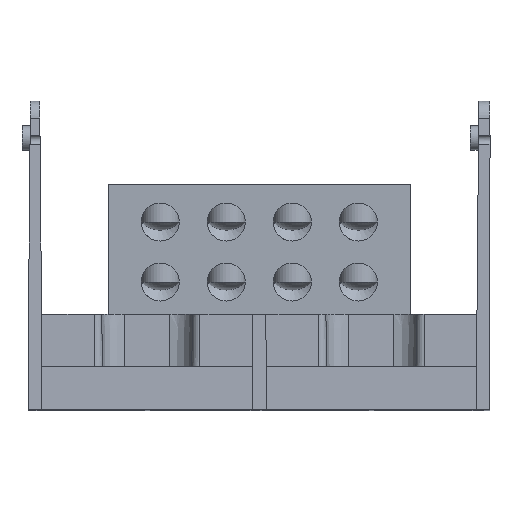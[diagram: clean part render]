
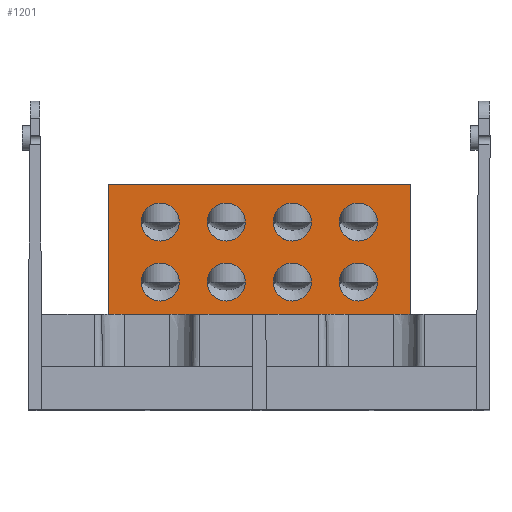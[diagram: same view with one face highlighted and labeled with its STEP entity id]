
A CAD part, top view. The second image highlights one B-rep face of the part: STEP entity #1201.
In plain terms, the highlighted planar face has unit normal (0, 0, 1).
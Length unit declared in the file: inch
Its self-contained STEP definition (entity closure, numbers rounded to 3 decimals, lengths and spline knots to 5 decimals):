
#84 = EDGE_CURVE ( 'NONE', #49822, #49822, #26983, .T. ) ;
#424 = FACE_BOUND ( 'NONE', #47464, .T. ) ;
#485 = CIRCLE ( 'NONE', #3427, 0.21875 ) ;
#1201 = ADVANCED_FACE ( 'NONE', ( #24055, #35866, #37234, #47622, #424, #12230, #37183, #46230, #22641 ), #22107, .F. ) ;
#1537 = AXIS2_PLACEMENT_3D ( 'NONE', #24083, #55050, #28525 ) ;
#1629 = CARTESIAN_POINT ( 'NONE',  ( -0.45, 1.1, 1.75 ) ) ;
#1740 = CIRCLE ( 'NONE', #38614, 0.21875 ) ;
#2231 = DIRECTION ( 'NONE',  ( 0., 0., 1. ) ) ;
#3346 = VERTEX_POINT ( 'NONE', #36834 ) ;
#3427 = AXIS2_PLACEMENT_3D ( 'NONE', #24138, #55109, #28586 ) ;
#3469 = DIRECTION ( 'NONE',  ( 0., 0., -1. ) ) ;
#3664 = CARTESIAN_POINT ( 'NONE',  ( -0.45, 1.1, 1.75 ) ) ;
#4132 = EDGE_LOOP ( 'NONE', ( #49934 ) ) ;
#5146 = CARTESIAN_POINT ( 'NONE',  ( 2.43, 2.162, 1.75 ) ) ;
#6073 = VERTEX_POINT ( 'NONE', #31635 ) ;
#9084 = ORIENTED_EDGE ( 'NONE', *, *, #28588, .F. ) ;
#9636 = DIRECTION ( 'NONE',  ( 1., 0., 0. ) ) ;
#9678 = CARTESIAN_POINT ( 'NONE',  ( 0.15, 1.472, 1.75 ) ) ;
#10777 = EDGE_CURVE ( 'NONE', #13744, #13744, #18268, .T. ) ;
#12226 = CARTESIAN_POINT ( 'NONE',  ( 1.88875, 1.472, 1.75 ) ) ;
#12230 = FACE_BOUND ( 'NONE', #4132, .T. ) ;
#12285 = CIRCLE ( 'NONE', #25773, 0.21875 ) ;
#12718 = AXIS2_PLACEMENT_3D ( 'NONE', #42990, #16355, #47429 ) ;
#12910 = AXIS2_PLACEMENT_3D ( 'NONE', #9678, #40744, #14103 ) ;
#13620 = EDGE_CURVE ( 'NONE', #21277, #52239, #23616, .T. ) ;
#13744 = VERTEX_POINT ( 'NONE', #21722 ) ;
#13975 = ORIENTED_EDGE ( 'NONE', *, *, #13620, .T. ) ;
#14103 = DIRECTION ( 'NONE',  ( 1., 0., 0. ) ) ;
#14650 = ORIENTED_EDGE ( 'NONE', *, *, #10777, .F. ) ;
#14839 = EDGE_CURVE ( 'NONE', #53976, #53976, #1740, .T. ) ;
#16355 = DIRECTION ( 'NONE',  ( 0., 0., 1. ) ) ;
#16629 = ORIENTED_EDGE ( 'NONE', *, *, #43220, .T. ) ;
#17498 = CARTESIAN_POINT ( 'NONE',  ( 1.67, 2.162, 1.75 ) ) ;
#17982 = DIRECTION ( 'NONE',  ( 1., 0., 0. ) ) ;
#18268 = CIRCLE ( 'NONE', #12718, 0.21875 ) ;
#19279 = VECTOR ( 'NONE', #22849, 39.37008 ) ;
#19883 = CARTESIAN_POINT ( 'NONE',  ( 3.03, 1.1, 1.75 ) ) ;
#20343 = AXIS2_PLACEMENT_3D ( 'NONE', #3664, #3469, #52328 ) ;
#20704 = CARTESIAN_POINT ( 'NONE',  ( 0.91, 2.162, 1.75 ) ) ;
#20743 = CIRCLE ( 'NONE', #12910, 0.21875 ) ;
#21195 = EDGE_CURVE ( 'NONE', #42815, #52239, #25841, .T. ) ;
#21277 = VERTEX_POINT ( 'NONE', #47733 ) ;
#21722 = CARTESIAN_POINT ( 'NONE',  ( 2.64875, 1.472, 1.75 ) ) ;
#21856 = LINE ( 'NONE', #48808, #45452 ) ;
#21983 = DIRECTION ( 'NONE',  ( 1., 0., 0. ) ) ;
#22107 = PLANE ( 'NONE',  #20343 ) ;
#22251 = DIRECTION ( 'NONE',  ( 1., 0., 0. ) ) ;
#22641 = FACE_OUTER_BOUND ( 'NONE', #27190, .T. ) ;
#22849 = DIRECTION ( 'NONE',  ( 0., 1., 0. ) ) ;
#23248 = AXIS2_PLACEMENT_3D ( 'NONE', #33131, #2231, #17982 ) ;
#23616 = LINE ( 'NONE', #19883, #47188 ) ;
#24055 = FACE_BOUND ( 'NONE', #41623, .T. ) ;
#24083 = CARTESIAN_POINT ( 'NONE',  ( 0.91, 1.472, 1.75 ) ) ;
#24138 = CARTESIAN_POINT ( 'NONE',  ( 0.15, 2.162, 1.75 ) ) ;
#24345 = EDGE_CURVE ( 'NONE', #45654, #45654, #12285, .T. ) ;
#25177 = DIRECTION ( 'NONE',  ( 1., 0., 0. ) ) ;
#25451 = ORIENTED_EDGE ( 'NONE', *, *, #84, .F. ) ;
#25773 = AXIS2_PLACEMENT_3D ( 'NONE', #20704, #51675, #25177 ) ;
#25841 = LINE ( 'NONE', #47339, #37647 ) ;
#26983 = CIRCLE ( 'NONE', #23248, 0.21875 ) ;
#27190 = EDGE_LOOP ( 'NONE', ( #13975, #47061, #53160, #16629 ) ) ;
#28468 = EDGE_LOOP ( 'NONE', ( #42395 ) ) ;
#28525 = DIRECTION ( 'NONE',  ( 1., 0., 0. ) ) ;
#28586 = DIRECTION ( 'NONE',  ( 1., 0., 0. ) ) ;
#28588 = EDGE_CURVE ( 'NONE', #6073, #6073, #20743, .T. ) ;
#29034 = VERTEX_POINT ( 'NONE', #50511 ) ;
#31635 = CARTESIAN_POINT ( 'NONE',  ( 0.36875, 1.472, 1.75 ) ) ;
#33131 = CARTESIAN_POINT ( 'NONE',  ( 1.67, 1.472, 1.75 ) ) ;
#33312 = EDGE_LOOP ( 'NONE', ( #36838 ) ) ;
#34500 = CARTESIAN_POINT ( 'NONE',  ( 3.03, 2.6, 1.75 ) ) ;
#34692 = CIRCLE ( 'NONE', #1537, 0.21875 ) ;
#35866 = FACE_BOUND ( 'NONE', #38916, .T. ) ;
#36247 = DIRECTION ( 'NONE',  ( 0., 0., 1. ) ) ;
#36834 = CARTESIAN_POINT ( 'NONE',  ( 0.36875, 2.162, 1.75 ) ) ;
#36838 = ORIENTED_EDGE ( 'NONE', *, *, #55879, .F. ) ;
#37183 = FACE_BOUND ( 'NONE', #28468, .T. ) ;
#37220 = CARTESIAN_POINT ( 'NONE',  ( 1.88875, 2.162, 1.75 ) ) ;
#37234 = FACE_BOUND ( 'NONE', #33312, .T. ) ;
#37247 = CARTESIAN_POINT ( 'NONE',  ( -0.45, 2.6, 1.75 ) ) ;
#37647 = VECTOR ( 'NONE', #42914, 39.37008 ) ;
#38156 = EDGE_LOOP ( 'NONE', ( #44635 ) ) ;
#38614 = AXIS2_PLACEMENT_3D ( 'NONE', #5146, #36247, #9636 ) ;
#38916 = EDGE_LOOP ( 'NONE', ( #25451 ) ) ;
#39758 = EDGE_CURVE ( 'NONE', #49782, #42815, #53272, .T. ) ;
#39781 = CARTESIAN_POINT ( 'NONE',  ( 2.64875, 2.162, 1.75 ) ) ;
#40744 = DIRECTION ( 'NONE',  ( 0., 0., 1. ) ) ;
#41219 = CIRCLE ( 'NONE', #45050, 0.21875 ) ;
#41623 = EDGE_LOOP ( 'NONE', ( #14650 ) ) ;
#42252 = VERTEX_POINT ( 'NONE', #37220 ) ;
#42395 = ORIENTED_EDGE ( 'NONE', *, *, #24345, .F. ) ;
#42815 = VERTEX_POINT ( 'NONE', #37247 ) ;
#42914 = DIRECTION ( 'NONE',  ( 1., 0., 0. ) ) ;
#42990 = CARTESIAN_POINT ( 'NONE',  ( 2.43, 1.472, 1.75 ) ) ;
#43220 = EDGE_CURVE ( 'NONE', #49782, #21277, #21856, .T. ) ;
#44635 = ORIENTED_EDGE ( 'NONE', *, *, #45165, .F. ) ;
#45050 = AXIS2_PLACEMENT_3D ( 'NONE', #17498, #48545, #21983 ) ;
#45143 = CARTESIAN_POINT ( 'NONE',  ( -0.45, 1.1, 1.75 ) ) ;
#45165 = EDGE_CURVE ( 'NONE', #3346, #3346, #485, .T. ) ;
#45452 = VECTOR ( 'NONE', #22251, 39.37008 ) ;
#45654 = VERTEX_POINT ( 'NONE', #49012 ) ;
#46230 = FACE_BOUND ( 'NONE', #38156, .T. ) ;
#47061 = ORIENTED_EDGE ( 'NONE', *, *, #21195, .F. ) ;
#47188 = VECTOR ( 'NONE', #55175, 39.37008 ) ;
#47339 = CARTESIAN_POINT ( 'NONE',  ( -0.45, 2.6, 1.75 ) ) ;
#47429 = DIRECTION ( 'NONE',  ( 1., 0., 0. ) ) ;
#47464 = EDGE_LOOP ( 'NONE', ( #54473 ) ) ;
#47622 = FACE_BOUND ( 'NONE', #53733, .T. ) ;
#47733 = CARTESIAN_POINT ( 'NONE',  ( 3.03, 1.1, 1.75 ) ) ;
#48545 = DIRECTION ( 'NONE',  ( 0., 0., 1. ) ) ;
#48808 = CARTESIAN_POINT ( 'NONE',  ( -0.45, 1.1, 1.75 ) ) ;
#49012 = CARTESIAN_POINT ( 'NONE',  ( 1.12875, 2.162, 1.75 ) ) ;
#49782 = VERTEX_POINT ( 'NONE', #1629 ) ;
#49822 = VERTEX_POINT ( 'NONE', #12226 ) ;
#49934 = ORIENTED_EDGE ( 'NONE', *, *, #52817, .F. ) ;
#50511 = CARTESIAN_POINT ( 'NONE',  ( 1.12875, 1.472, 1.75 ) ) ;
#51675 = DIRECTION ( 'NONE',  ( 0., 0., 1. ) ) ;
#52239 = VERTEX_POINT ( 'NONE', #34500 ) ;
#52328 = DIRECTION ( 'NONE',  ( -1., 0., 0. ) ) ;
#52817 = EDGE_CURVE ( 'NONE', #42252, #42252, #41219, .T. ) ;
#53160 = ORIENTED_EDGE ( 'NONE', *, *, #39758, .F. ) ;
#53272 = LINE ( 'NONE', #45143, #19279 ) ;
#53733 = EDGE_LOOP ( 'NONE', ( #9084 ) ) ;
#53976 = VERTEX_POINT ( 'NONE', #39781 ) ;
#54473 = ORIENTED_EDGE ( 'NONE', *, *, #14839, .F. ) ;
#55050 = DIRECTION ( 'NONE',  ( 0., 0., 1. ) ) ;
#55109 = DIRECTION ( 'NONE',  ( 0., 0., 1. ) ) ;
#55175 = DIRECTION ( 'NONE',  ( 0., 1., 0. ) ) ;
#55879 = EDGE_CURVE ( 'NONE', #29034, #29034, #34692, .T. ) ;
